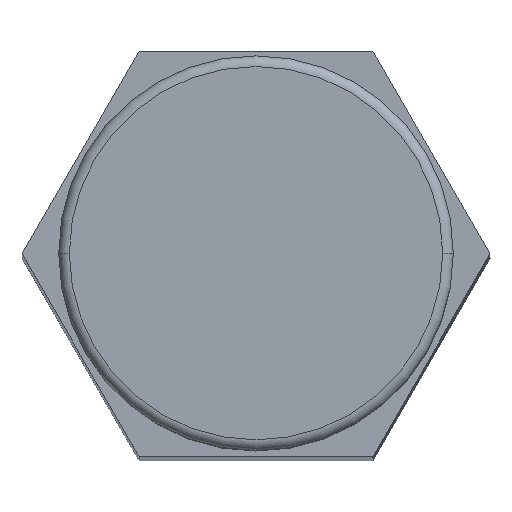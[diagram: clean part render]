
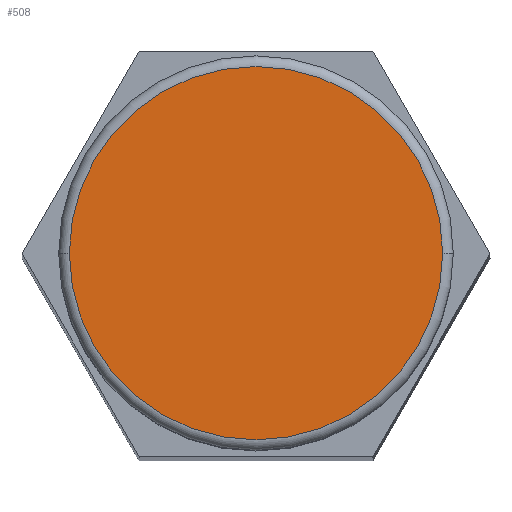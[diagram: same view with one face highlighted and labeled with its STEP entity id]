
A CAD part, top view. The second image highlights one B-rep face of the part: STEP entity #508.
In plain terms, the highlighted planar face has unit normal (0, 0, 1).
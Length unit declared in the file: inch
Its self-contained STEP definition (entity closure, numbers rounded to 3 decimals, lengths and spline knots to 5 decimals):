
#13 = AXIS2_PLACEMENT_3D ( 'NONE', #286, #285, #284 ) ;
#19 = AXIS2_PLACEMENT_3D ( 'NONE', #297, #277, #260 ) ;
#36 = EDGE_CURVE ( 'NONE', #378, #375, #175, .T. ) ;
#44 = AXIS2_PLACEMENT_3D ( 'NONE', #386, #387, #389 ) ;
#53 = CIRCLE ( 'NONE', #13, 0.175 ) ;
#78 = FACE_OUTER_BOUND ( 'NONE', #168, .T. ) ;
#110 = ORIENTED_EDGE ( 'NONE', *, *, #36, .T. ) ;
#168 = EDGE_LOOP ( 'NONE', ( #176, #110 ) ) ;
#175 = CIRCLE ( 'NONE', #44, 0.175 ) ;
#176 = ORIENTED_EDGE ( 'NONE', *, *, #514, .T. ) ;
#236 = PLANE ( 'NONE',  #19 ) ;
#260 = DIRECTION ( 'NONE',  ( 1., 0., 0. ) ) ;
#277 = DIRECTION ( 'NONE',  ( 0., 0., 1. ) ) ;
#284 = DIRECTION ( 'NONE',  ( 1., 0., 0. ) ) ;
#285 = DIRECTION ( 'NONE',  ( 0., 0., 1. ) ) ;
#286 = CARTESIAN_POINT ( 'NONE',  ( 0., 0., 2.75 ) ) ;
#297 = CARTESIAN_POINT ( 'NONE',  ( 0., 0., 2.75 ) ) ;
#346 = CARTESIAN_POINT ( 'NONE',  ( 0.175, 0., 2.75 ) ) ;
#348 = CARTESIAN_POINT ( 'NONE',  ( -0.175, 0., 2.75 ) ) ;
#375 = VERTEX_POINT ( 'NONE', #346 ) ;
#378 = VERTEX_POINT ( 'NONE', #348 ) ;
#386 = CARTESIAN_POINT ( 'NONE',  ( 0., 0., 2.75 ) ) ;
#387 = DIRECTION ( 'NONE',  ( 0., 0., 1. ) ) ;
#389 = DIRECTION ( 'NONE',  ( 1., 0., 0. ) ) ;
#508 = ADVANCED_FACE ( 'NONE', ( #78 ), #236, .T. ) ;
#514 = EDGE_CURVE ( 'NONE', #375, #378, #53, .T. ) ;
